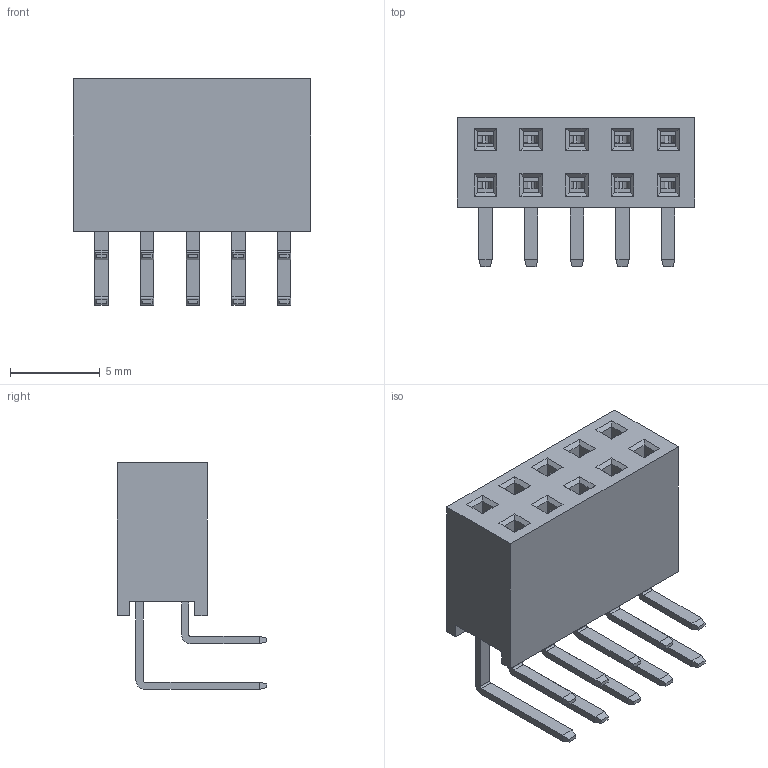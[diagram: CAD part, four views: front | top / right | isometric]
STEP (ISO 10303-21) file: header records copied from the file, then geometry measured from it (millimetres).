
FILE_DESCRIPTION(/* description */ ('Unknown'),/* implementation_level */ '2;1');
FILE_NAME(/* name */ '613010243121',/* time_stamp */ '2016-01-05T14:38:19+01:00',/* author */ ('Unknown'),/* organization */ ('Unknown'),/* preprocessor_version */ 'ST-DEVELOPER v16',/* originating_system */ 'DEX',/* authorisation */ $);
FILE_SCHEMA (('AUTOMOTIVE_DESIGN {1 0 10303 214 3 1 1}'));
Length unit declared in the file: millimetre
Products named in the file (4): 6130xx243121; 613010243121; 6130xx243121_PIN; 6130xx243121_PIN_G
Assembly tree (11 placements, depth 2):
  6130xx243121
    613010243121
    6130xx243121_PIN  x5
    6130xx243121_PIN_G  x5
Bounding box: 13.2 x 8.3 x 12.6 mm (x, y, z)
Volume: 494.7 mm3; surface area: 1305.9 mm2
Topology: 11 solids, 11 shells, 480 faces, 1294 edges, 836 vertices
Faces by surface type: plane 420, cylinder 40, bspline 20
Entity records: 7368 total; most frequent: CARTESIAN_POINT 1362, ORIENTED_EDGE 1260, DIRECTION 1118, EDGE_CURVE 630, LINE 606, VECTOR 606, VERTEX_POINT 404, AXIS2_PLACEMENT_3D 256
